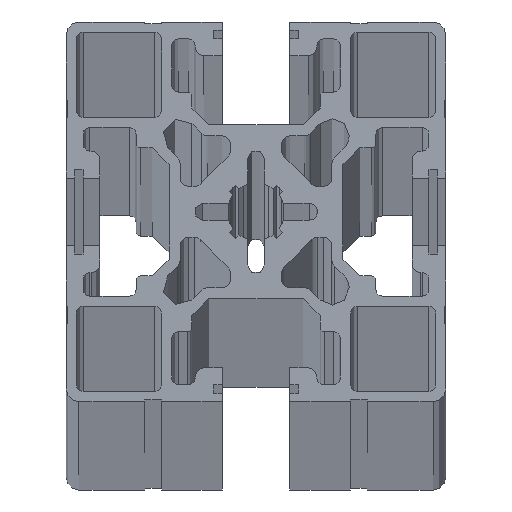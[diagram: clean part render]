
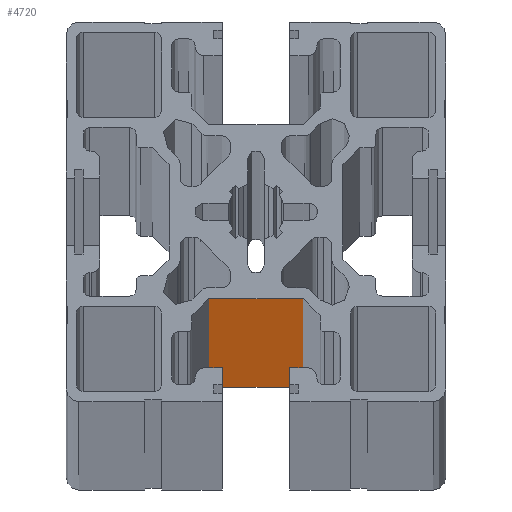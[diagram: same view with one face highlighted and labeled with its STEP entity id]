
A CAD part, top view. The second image highlights one B-rep face of the part: STEP entity #4720.
In plain terms, the highlighted planar face has unit normal (0, -1, 0).
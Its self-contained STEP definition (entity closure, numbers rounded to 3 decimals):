
#1 = EDGE_CURVE ( 'NONE', #8413, #8411, #7234, .T. ) ;
#2 = EDGE_CURVE ( 'NONE', #8413, #8412, #7236, .T. ) ;
#2346 = CARTESIAN_POINT ( 'NONE',  ( 54.4, -10.3, 0. ) ) ;
#2347 = CARTESIAN_POINT ( 'NONE',  ( 54.4, -10.3, -6000. ) ) ;
#2348 = CARTESIAN_POINT ( 'NONE',  ( 65.6, -10.3, 0. ) ) ;
#2349 = CARTESIAN_POINT ( 'NONE',  ( 65.6, -10.3, -6000. ) ) ;
#2477 = CARTESIAN_POINT ( 'NONE',  ( 54.4, -10.3, 0. ) ) ;
#2478 = DIRECTION ( 'NONE',  ( -1., 0., 0. ) ) ;
#4127 = LINE ( 'NONE', #7470, #4128 ) ;
#4128 = VECTOR ( 'NONE', #7471, 1000. ) ;
#4146 = EDGE_CURVE ( 'NONE', #8411, #8410, #4127, .T. ) ;
#4510 = CARTESIAN_POINT ( 'NONE',  ( 82.5, -10.3, -6000. ) ) ;
#4511 = DIRECTION ( 'NONE',  ( -1., 0., 0. ) ) ;
#4512 = CARTESIAN_POINT ( 'NONE',  ( 65.6, -10.3, -3000. ) ) ;
#4513 = DIRECTION ( 'NONE',  ( 0., 0., 1. ) ) ;
#4720 = ADVANCED_FACE ( 'NONE', ( #5734 ), #10545, .T. ) ;
#5470 = AXIS2_PLACEMENT_3D ( 'NONE', #10546, #10547, #10548 ) ;
#5734 = FACE_OUTER_BOUND ( 'NONE', #9083, .T. ) ;
#6756 = ORIENTED_EDGE ( 'NONE', *, *, #1, .F. ) ;
#6757 = ORIENTED_EDGE ( 'NONE', *, *, #2, .T. ) ;
#6758 = ORIENTED_EDGE ( 'NONE', *, *, #10516, .T. ) ;
#6759 = ORIENTED_EDGE ( 'NONE', *, *, #4146, .F. ) ;
#7234 = LINE ( 'NONE', #4510, #7235 ) ;
#7235 = VECTOR ( 'NONE', #4511, 1000. ) ;
#7236 = LINE ( 'NONE', #4512, #7237 ) ;
#7237 = VECTOR ( 'NONE', #4513, 1000. ) ;
#7352 = LINE ( 'NONE', #2477, #7353 ) ;
#7353 = VECTOR ( 'NONE', #2478, 1000. ) ;
#7470 = CARTESIAN_POINT ( 'NONE',  ( 54.4, -10.3, -3000. ) ) ;
#7471 = DIRECTION ( 'NONE',  ( 0., 0., 1. ) ) ;
#8410 = VERTEX_POINT ( 'NONE', #2346 ) ;
#8411 = VERTEX_POINT ( 'NONE', #2347 ) ;
#8412 = VERTEX_POINT ( 'NONE', #2348 ) ;
#8413 = VERTEX_POINT ( 'NONE', #2349 ) ;
#9083 = EDGE_LOOP ( 'NONE', ( #6756, #6757, #6758, #6759 ) ) ;
#10516 = EDGE_CURVE ( 'NONE', #8412, #8410, #7352, .T. ) ;
#10545 = PLANE ( 'NONE',  #5470 ) ;
#10546 = CARTESIAN_POINT ( 'NONE',  ( 54.4, -10.3, 0. ) ) ;
#10547 = DIRECTION ( 'NONE',  ( 0., -1., 0. ) ) ;
#10548 = DIRECTION ( 'NONE',  ( 0., 0., -1. ) ) ;
